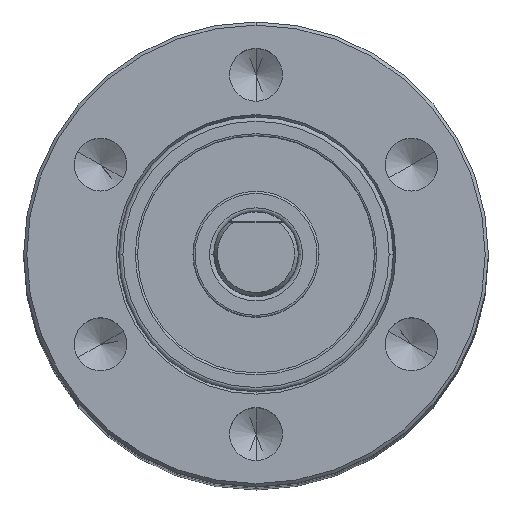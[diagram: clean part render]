
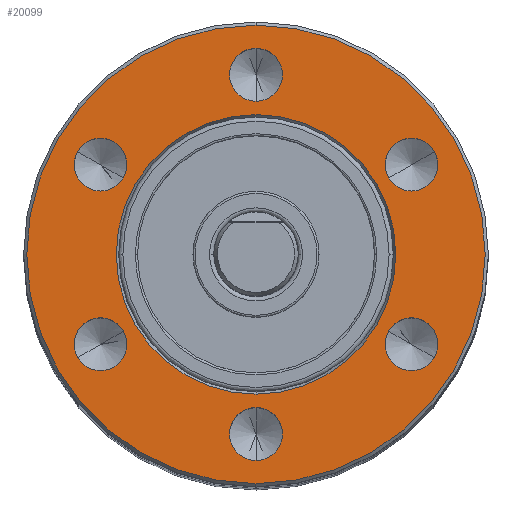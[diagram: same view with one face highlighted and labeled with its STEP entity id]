
A CAD part, top view. The second image highlights one B-rep face of the part: STEP entity #20099.
In plain terms, the highlighted planar face has unit normal (0, 0, 1).
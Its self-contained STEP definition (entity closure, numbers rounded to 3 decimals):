
#6249=CARTESIAN_POINT('',(0.,0.,85.4));
#6250=DIRECTION('',(0.,0.,1.));
#6251=DIRECTION('',(0.,1.,0.));
#6252=AXIS2_PLACEMENT_3D('',#6249,#6250,#6251);
#6254=CARTESIAN_POINT('',(0.,0.,85.4));
#6255=DIRECTION('',(0.,0.,1.));
#6256=DIRECTION('',(0.,-1.,0.));
#6257=AXIS2_PLACEMENT_3D('',#6254,#6255,#6256);
#6259=CARTESIAN_POINT('',(0.,0.,85.4));
#6260=DIRECTION('',(0.,0.,1.));
#6261=DIRECTION('',(0.,1.,0.));
#6262=AXIS2_PLACEMENT_3D('',#6259,#6260,#6261);
#6264=CARTESIAN_POINT('',(0.,0.,85.4));
#6265=DIRECTION('',(0.,0.,1.));
#6266=DIRECTION('',(0.,-1.,0.));
#6267=AXIS2_PLACEMENT_3D('',#6264,#6265,#6266);
#6269=CARTESIAN_POINT('',(0.,-8.5,85.4));
#6270=DIRECTION('',(0.,0.,1.));
#6271=DIRECTION('',(0.,1.,0.));
#6272=AXIS2_PLACEMENT_3D('',#6269,#6270,#6271);
#6274=CARTESIAN_POINT('',(0.,-8.5,85.4));
#6275=DIRECTION('',(0.,0.,1.));
#6276=DIRECTION('',(0.,-1.,0.));
#6277=AXIS2_PLACEMENT_3D('',#6274,#6275,#6276);
#6279=CARTESIAN_POINT('',(-7.361,-4.25,85.4));
#6280=DIRECTION('',(0.,0.,1.));
#6281=DIRECTION('',(0.866,0.5,0.));
#6282=AXIS2_PLACEMENT_3D('',#6279,#6280,#6281);
#6284=CARTESIAN_POINT('',(-7.361,-4.25,85.4));
#6285=DIRECTION('',(0.,0.,1.));
#6286=DIRECTION('',(-0.866,-0.5,0.));
#6287=AXIS2_PLACEMENT_3D('',#6284,#6285,#6286);
#6289=CARTESIAN_POINT('',(-7.361,4.25,85.4));
#6290=DIRECTION('',(0.,0.,1.));
#6291=DIRECTION('',(0.866,-0.5,0.));
#6292=AXIS2_PLACEMENT_3D('',#6289,#6290,#6291);
#6294=CARTESIAN_POINT('',(-7.361,4.25,85.4));
#6295=DIRECTION('',(0.,0.,1.));
#6296=DIRECTION('',(-0.866,0.5,0.));
#6297=AXIS2_PLACEMENT_3D('',#6294,#6295,#6296);
#6299=CARTESIAN_POINT('',(0.,8.5,85.4));
#6300=DIRECTION('',(0.,0.,1.));
#6301=DIRECTION('',(0.,-1.,0.));
#6302=AXIS2_PLACEMENT_3D('',#6299,#6300,#6301);
#6304=CARTESIAN_POINT('',(0.,8.5,85.4));
#6305=DIRECTION('',(0.,0.,1.));
#6306=DIRECTION('',(0.,1.,0.));
#6307=AXIS2_PLACEMENT_3D('',#6304,#6305,#6306);
#6309=CARTESIAN_POINT('',(7.361,4.25,85.4));
#6310=DIRECTION('',(0.,0.,1.));
#6311=DIRECTION('',(-0.866,-0.5,0.));
#6312=AXIS2_PLACEMENT_3D('',#6309,#6310,#6311);
#6314=CARTESIAN_POINT('',(7.361,4.25,85.4));
#6315=DIRECTION('',(0.,0.,1.));
#6316=DIRECTION('',(0.866,0.5,0.));
#6317=AXIS2_PLACEMENT_3D('',#6314,#6315,#6316);
#6319=CARTESIAN_POINT('',(7.361,-4.25,85.4));
#6320=DIRECTION('',(0.,0.,1.));
#6321=DIRECTION('',(-0.866,0.5,0.));
#6322=AXIS2_PLACEMENT_3D('',#6319,#6320,#6321);
#6324=CARTESIAN_POINT('',(7.361,-4.25,85.4));
#6325=DIRECTION('',(0.,0.,1.));
#6326=DIRECTION('',(0.866,-0.5,0.));
#6327=AXIS2_PLACEMENT_3D('',#6324,#6325,#6326);
#11144=CARTESIAN_POINT('',(0.,6.615,85.4));
#11145=CARTESIAN_POINT('',(0.,-6.615,85.4));
#11146=VERTEX_POINT('',#11144);
#11147=VERTEX_POINT('',#11145);
#11162=CARTESIAN_POINT('',(0.,-7.25,85.4));
#11163=CARTESIAN_POINT('',(0.,-9.75,85.4));
#11164=VERTEX_POINT('',#11162);
#11165=VERTEX_POINT('',#11163);
#11172=CARTESIAN_POINT('',(-6.279,-3.625,85.4));
#11173=CARTESIAN_POINT('',(-8.444,-4.875,85.4));
#11174=VERTEX_POINT('',#11172);
#11175=VERTEX_POINT('',#11173);
#11182=CARTESIAN_POINT('',(-6.279,3.625,85.4));
#11183=CARTESIAN_POINT('',(-8.444,4.875,85.4));
#11184=VERTEX_POINT('',#11182);
#11185=VERTEX_POINT('',#11183);
#11192=CARTESIAN_POINT('',(0.,7.25,85.4));
#11193=CARTESIAN_POINT('',(0.,9.75,85.4));
#11194=VERTEX_POINT('',#11192);
#11195=VERTEX_POINT('',#11193);
#11202=CARTESIAN_POINT('',(6.279,3.625,85.4));
#11203=CARTESIAN_POINT('',(8.444,4.875,85.4));
#11204=VERTEX_POINT('',#11202);
#11205=VERTEX_POINT('',#11203);
#11212=CARTESIAN_POINT('',(6.279,-3.625,85.4));
#11213=CARTESIAN_POINT('',(8.444,-4.875,85.4));
#11214=VERTEX_POINT('',#11212);
#11215=VERTEX_POINT('',#11213);
#11216=CARTESIAN_POINT('',(0.,10.85,85.4));
#11217=CARTESIAN_POINT('',(0.,-10.85,85.4));
#11218=VERTEX_POINT('',#11216);
#11219=VERTEX_POINT('',#11217);
#20047=CARTESIAN_POINT('',(0.,0.,85.4));
#20048=DIRECTION('',(0.,0.,-1.));
#20049=DIRECTION('',(0.,-1.,0.));
#20050=AXIS2_PLACEMENT_3D('',#20047,#20048,#20049);
#20051=PLANE('',#20050);
#20052=ORIENTED_EDGE('',*,*,#20037,.F.);
#20054=ORIENTED_EDGE('',*,*,#20053,.F.);
#20055=EDGE_LOOP('',(#20052,#20054));
#20056=FACE_OUTER_BOUND('',#20055,.F.);
#20058=ORIENTED_EDGE('',*,*,#20057,.T.);
#20060=ORIENTED_EDGE('',*,*,#20059,.T.);
#20061=EDGE_LOOP('',(#20058,#20060));
#20062=FACE_BOUND('',#20061,.F.);
#20064=ORIENTED_EDGE('',*,*,#20063,.T.);
#20066=ORIENTED_EDGE('',*,*,#20065,.T.);
#20067=EDGE_LOOP('',(#20064,#20066));
#20068=FACE_BOUND('',#20067,.F.);
#20070=ORIENTED_EDGE('',*,*,#20069,.T.);
#20072=ORIENTED_EDGE('',*,*,#20071,.T.);
#20073=EDGE_LOOP('',(#20070,#20072));
#20074=FACE_BOUND('',#20073,.F.);
#20076=ORIENTED_EDGE('',*,*,#20075,.T.);
#20078=ORIENTED_EDGE('',*,*,#20077,.T.);
#20079=EDGE_LOOP('',(#20076,#20078));
#20080=FACE_BOUND('',#20079,.F.);
#20082=ORIENTED_EDGE('',*,*,#20081,.T.);
#20084=ORIENTED_EDGE('',*,*,#20083,.T.);
#20085=EDGE_LOOP('',(#20082,#20084));
#20086=FACE_BOUND('',#20085,.F.);
#20088=ORIENTED_EDGE('',*,*,#20087,.T.);
#20090=ORIENTED_EDGE('',*,*,#20089,.T.);
#20091=EDGE_LOOP('',(#20088,#20090));
#20092=FACE_BOUND('',#20091,.F.);
#20094=ORIENTED_EDGE('',*,*,#20093,.T.);
#20096=ORIENTED_EDGE('',*,*,#20095,.T.);
#20097=EDGE_LOOP('',(#20094,#20096));
#20098=FACE_BOUND('',#20097,.F.);
#20099=ADVANCED_FACE('',(#20056,#20062,#20068,#20074,#20080,#20086,#20092,
#20098),#20051,.F.);
#6253=CIRCLE('',#6252,10.85);
#6258=CIRCLE('',#6257,10.85);
#6263=CIRCLE('',#6262,6.615);
#6268=CIRCLE('',#6267,6.615);
#6273=CIRCLE('',#6272,1.25);
#6278=CIRCLE('',#6277,1.25);
#6283=CIRCLE('',#6282,1.25);
#6288=CIRCLE('',#6287,1.25);
#6293=CIRCLE('',#6292,1.25);
#6298=CIRCLE('',#6297,1.25);
#6303=CIRCLE('',#6302,1.25);
#6308=CIRCLE('',#6307,1.25);
#6313=CIRCLE('',#6312,1.25);
#6318=CIRCLE('',#6317,1.25);
#6323=CIRCLE('',#6322,1.25);
#6328=CIRCLE('',#6327,1.25);
#20037=EDGE_CURVE('',#11218,#11219,#6253,.T.);
#20053=EDGE_CURVE('',#11219,#11218,#6258,.T.);
#20057=EDGE_CURVE('',#11146,#11147,#6263,.T.);
#20059=EDGE_CURVE('',#11147,#11146,#6268,.T.);
#20063=EDGE_CURVE('',#11164,#11165,#6273,.T.);
#20065=EDGE_CURVE('',#11165,#11164,#6278,.T.);
#20069=EDGE_CURVE('',#11174,#11175,#6283,.T.);
#20071=EDGE_CURVE('',#11175,#11174,#6288,.T.);
#20075=EDGE_CURVE('',#11184,#11185,#6293,.T.);
#20077=EDGE_CURVE('',#11185,#11184,#6298,.T.);
#20081=EDGE_CURVE('',#11194,#11195,#6303,.T.);
#20083=EDGE_CURVE('',#11195,#11194,#6308,.T.);
#20087=EDGE_CURVE('',#11204,#11205,#6313,.T.);
#20089=EDGE_CURVE('',#11205,#11204,#6318,.T.);
#20093=EDGE_CURVE('',#11214,#11215,#6323,.T.);
#20095=EDGE_CURVE('',#11215,#11214,#6328,.T.);
